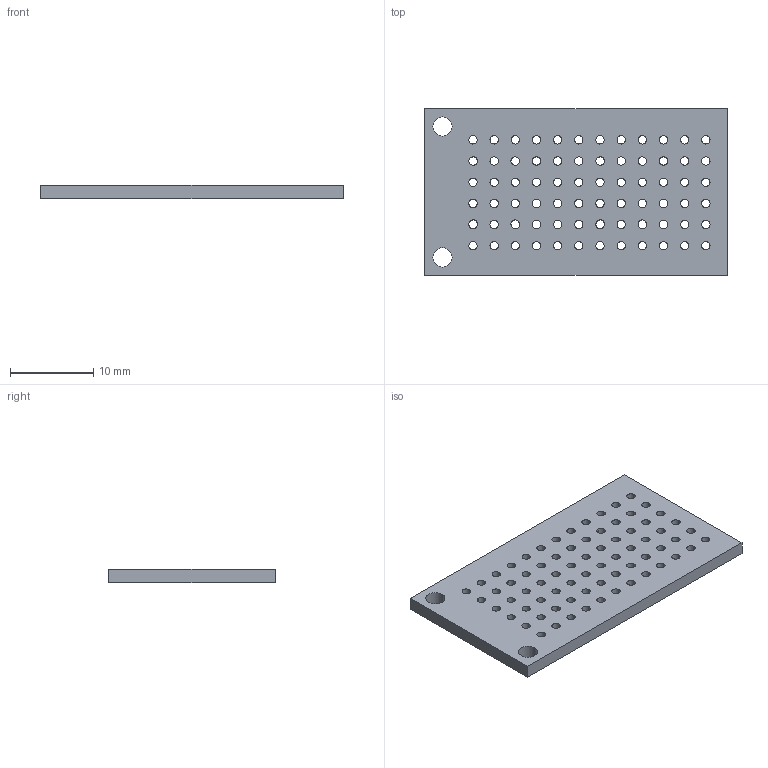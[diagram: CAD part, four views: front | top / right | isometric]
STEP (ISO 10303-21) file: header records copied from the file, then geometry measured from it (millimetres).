
FILE_DESCRIPTION (( 'STEP AP203' ), '1' );
FILE_NAME ('COMPOUND0.step', '2019-10-07T21:25:44', ( '' ), ( '' ), 'SwSTEP 2.0', 'SolidWorks 2017', '' );
FILE_SCHEMA (( 'CONFIG_CONTROL_DESIGN' ));
Length unit declared in the file: millimetre
Products named in the file (1): COMPOUND0
Bounding box: 36.32 x 20 x 1.6 mm (x, y, z)
Volume: 1058 mm3; surface area: 1889.1 mm2
Topology: 1 solids, 1 shells, 162 faces, 480 edges, 320 vertices
Faces by surface type: cylinder 156, plane 6
Entity records: 5989 total; most frequent: DIRECTION 1118, CARTESIAN_POINT 963, ORIENTED_EDGE 960, EDGE_CURVE 480, AXIS2_PLACEMENT_3D 475, VERTEX_POINT 320, CIRCLE 312, EDGE_LOOP 310
